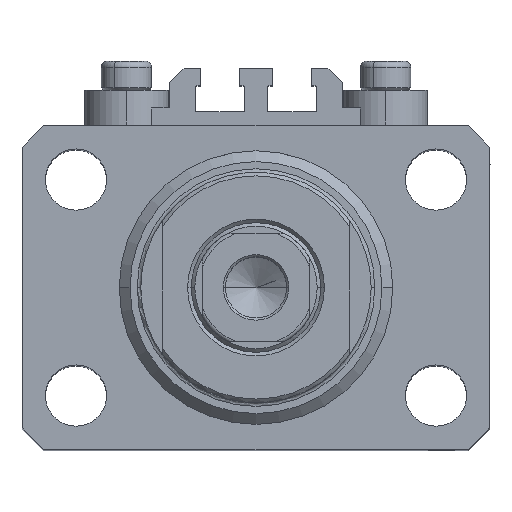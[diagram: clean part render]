
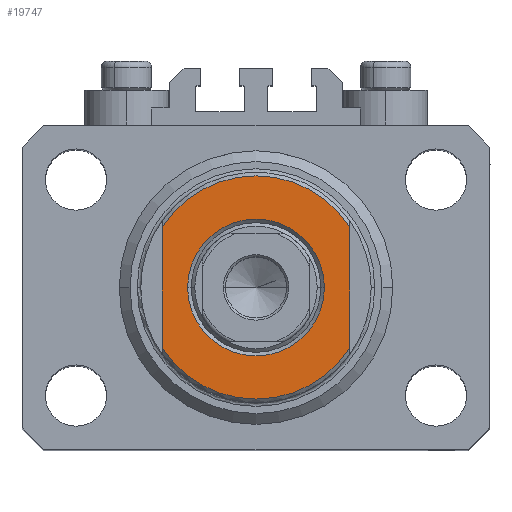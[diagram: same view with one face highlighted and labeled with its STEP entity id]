
A CAD part, top view. The second image highlights one B-rep face of the part: STEP entity #19747.
In plain terms, the highlighted face is planar.
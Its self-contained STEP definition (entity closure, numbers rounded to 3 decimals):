
#548 = ORIENTED_EDGE ( 'NONE', *, *, #11209, .T. ) ;
#1066 = DIRECTION ( 'NONE',  ( 0., 0., 1. ) ) ;
#1506 = PLANE ( 'NONE',  #23002 ) ;
#1533 = VERTEX_POINT ( 'NONE', #28361 ) ;
#1655 = ORIENTED_EDGE ( 'NONE', *, *, #19783, .T. ) ;
#2573 = VERTEX_POINT ( 'NONE', #14991 ) ;
#5356 = LINE ( 'NONE', #37992, #27609 ) ;
#5391 = CIRCLE ( 'NONE', #8464, 9.5 ) ;
#7352 = CARTESIAN_POINT ( 'NONE',  ( 0., 0., -6.5 ) ) ;
#7655 = DIRECTION ( 'NONE',  ( -1., 0., 0. ) ) ;
#8464 = AXIS2_PLACEMENT_3D ( 'NONE', #16821, #26139, #7655 ) ;
#11209 = EDGE_CURVE ( 'NONE', #1533, #38567, #34979, .T. ) ;
#11468 = LINE ( 'NONE', #47052, #12585 ) ;
#12569 = ORIENTED_EDGE ( 'NONE', *, *, #24366, .T. ) ;
#12585 = VECTOR ( 'NONE', #26109, 1000. ) ;
#14525 = VERTEX_POINT ( 'NONE', #46863 ) ;
#14820 = ORIENTED_EDGE ( 'NONE', *, *, #43588, .T. ) ;
#14991 = CARTESIAN_POINT ( 'NONE',  ( -9.5, 0., -6.5 ) ) ;
#15006 = CARTESIAN_POINT ( 'NONE',  ( 0., 0., -6.5 ) ) ;
#16160 = FACE_OUTER_BOUND ( 'NONE', #24120, .T. ) ;
#16821 = CARTESIAN_POINT ( 'NONE',  ( 0., 0., -6.5 ) ) ;
#17344 = CIRCLE ( 'NONE', #24319, 15.5 ) ;
#17929 = DIRECTION ( 'NONE',  ( 0., 0., -1. ) ) ;
#18064 = CARTESIAN_POINT ( 'NONE',  ( 0., 0., -6.5 ) ) ;
#18343 = ORIENTED_EDGE ( 'NONE', *, *, #34068, .F. ) ;
#18855 = DIRECTION ( 'NONE',  ( -1., 0., 0. ) ) ;
#19049 = VERTEX_POINT ( 'NONE', #33780 ) ;
#19747 = ADVANCED_FACE ( 'NONE', ( #35107, #16160 ), #1506, .T. ) ;
#19783 = EDGE_CURVE ( 'NONE', #19049, #1533, #5356, .T. ) ;
#20015 = DIRECTION ( 'NONE',  ( 0., -1., 0. ) ) ;
#21443 = VERTEX_POINT ( 'NONE', #41912 ) ;
#23002 = AXIS2_PLACEMENT_3D ( 'NONE', #42542, #46375, #31269 ) ;
#24116 = AXIS2_PLACEMENT_3D ( 'NONE', #15006, #1066, #18855 ) ;
#24120 = EDGE_LOOP ( 'NONE', ( #14820, #1655, #548, #18343 ) ) ;
#24319 = AXIS2_PLACEMENT_3D ( 'NONE', #7352, #17929, #32075 ) ;
#24366 = EDGE_CURVE ( 'NONE', #14525, #2573, #5391, .T. ) ;
#26109 = DIRECTION ( 'NONE',  ( 0., -1., 0. ) ) ;
#26139 = DIRECTION ( 'NONE',  ( 0., 0., 1. ) ) ;
#27355 = ORIENTED_EDGE ( 'NONE', *, *, #33820, .T. ) ;
#27609 = VECTOR ( 'NONE', #20015, 1000. ) ;
#28361 = CARTESIAN_POINT ( 'NONE',  ( 13., -8.441, -6.5 ) ) ;
#29099 = DIRECTION ( 'NONE',  ( -1., 0., 0. ) ) ;
#31269 = DIRECTION ( 'NONE',  ( -1., 0., 0. ) ) ;
#32075 = DIRECTION ( 'NONE',  ( -1., 0., 0. ) ) ;
#33780 = CARTESIAN_POINT ( 'NONE',  ( 13., 8.441, -6.5 ) ) ;
#33820 = EDGE_CURVE ( 'NONE', #2573, #14525, #43985, .T. ) ;
#34068 = EDGE_CURVE ( 'NONE', #21443, #38567, #11468, .T. ) ;
#34979 = CIRCLE ( 'NONE', #42622, 15.5 ) ;
#35107 = FACE_BOUND ( 'NONE', #45172, .T. ) ;
#37992 = CARTESIAN_POINT ( 'NONE',  ( 13., -43.081, -6.5 ) ) ;
#38567 = VERTEX_POINT ( 'NONE', #41954 ) ;
#41912 = CARTESIAN_POINT ( 'NONE',  ( -13., 8.441, -6.5 ) ) ;
#41954 = CARTESIAN_POINT ( 'NONE',  ( -13., -8.441, -6.5 ) ) ;
#42542 = CARTESIAN_POINT ( 'NONE',  ( 0., 0., -6.5 ) ) ;
#42622 = AXIS2_PLACEMENT_3D ( 'NONE', #18064, #47307, #29099 ) ;
#43588 = EDGE_CURVE ( 'NONE', #21443, #19049, #17344, .T. ) ;
#43985 = CIRCLE ( 'NONE', #24116, 9.5 ) ;
#45172 = EDGE_LOOP ( 'NONE', ( #27355, #12569 ) ) ;
#46375 = DIRECTION ( 'NONE',  ( 0., 0., -1. ) ) ;
#46863 = CARTESIAN_POINT ( 'NONE',  ( 9.5, 0., -6.5 ) ) ;
#47052 = CARTESIAN_POINT ( 'NONE',  ( -13., -43.081, -6.5 ) ) ;
#47307 = DIRECTION ( 'NONE',  ( 0., 0., -1. ) ) ;
